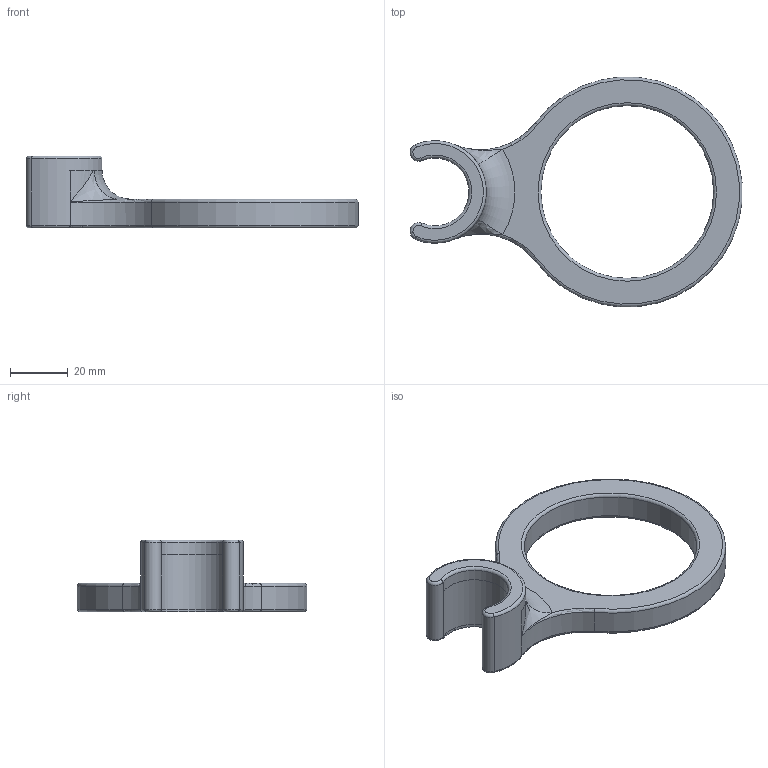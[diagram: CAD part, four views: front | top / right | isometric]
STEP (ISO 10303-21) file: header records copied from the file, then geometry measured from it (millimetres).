
FILE_DESCRIPTION(('FreeCAD Model'),'2;1');
FILE_NAME('Open CASCADE Shape Model','2023-11-30T22:00:06',(''),(''), 'Open CASCADE STEP processor 7.6','FreeCAD','Unknown');
FILE_SCHEMA(('AUTOMOTIVE_DESIGN { 1 0 10303 214 1 1 1 1 }'));
Length unit declared in the file: millimetre
Products named in the file (3): 60mm x 100mm; Body001; Body002
Assembly tree (2 placements, depth 2):
  60mm x 100mm
    Body001
    Body002
Bounding box: 115.31 x 79.84 x 25 mm (x, y, z)
Volume: 40881.2 mm3; surface area: 15614.1 mm2
Topology: 2 solids, 2 shells, 39 faces, 87 edges, 50 vertices
Faces by surface type: torus 16, cylinder 10, plane 8, bspline 5
Full cylindrical faces by diameter (mm): 60 x1
Entity records: 4881 total; most frequent: CARTESIAN_POINT 3105, DIRECTION 338, ORIENTED_EDGE 170, PCURVE 170, DEFINITIONAL_REPRESENTATION 170, LINE 149, VECTOR 149, AXIS2_PLACEMENT_3D 88
